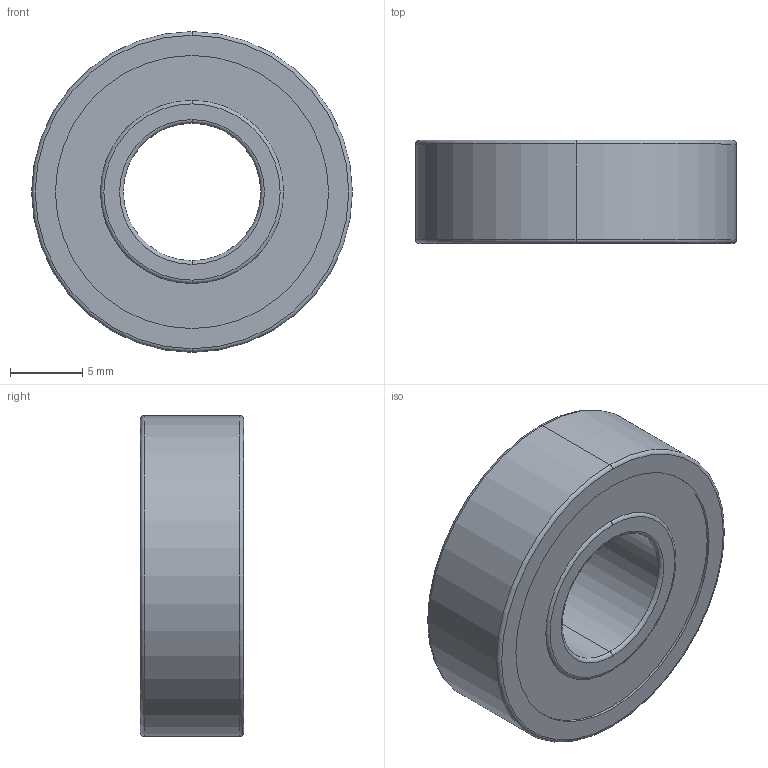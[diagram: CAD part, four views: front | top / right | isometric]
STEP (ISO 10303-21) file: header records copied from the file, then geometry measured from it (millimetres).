
FILE_DESCRIPTION (( 'STEP AP214' ), '1' );
FILE_NAME ('am-0516 0375 ID x 0875 OD Bearing, Shielded (R6ZZ).STEP', '2024-09-19T20:19:27', ( '' ), ( '' ), 'SwSTEP 2.0', 'SolidWorks 2024', '' );
FILE_SCHEMA (( 'AUTOMOTIVE_DESIGN' ));
Length unit declared in the file: inch
Products named in the file (1): am-0516 0375 ID x 0875 OD Bearing, Shielded (R6ZZ)
Bounding box: 22.23 x 7.14 x 22.23 mm (x, y, z)
Volume: 2203.7 mm3; surface area: 1351.6 mm2
Topology: 1 solids, 1 shells, 26 faces, 52 edges, 32 vertices
Faces by surface type: torus 12, cylinder 8, plane 6
Entity records: 727 total; most frequent: DIRECTION 150, CARTESIAN_POINT 111, ORIENTED_EDGE 104, AXIS2_PLACEMENT_3D 71, EDGE_CURVE 52, CIRCLE 44, EDGE_LOOP 32, VERTEX_POINT 32
